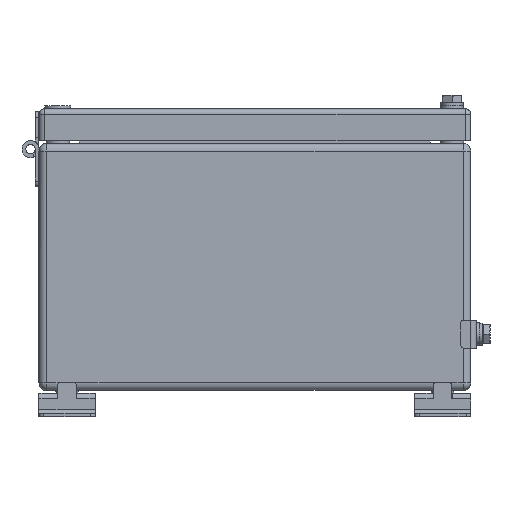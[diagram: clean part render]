
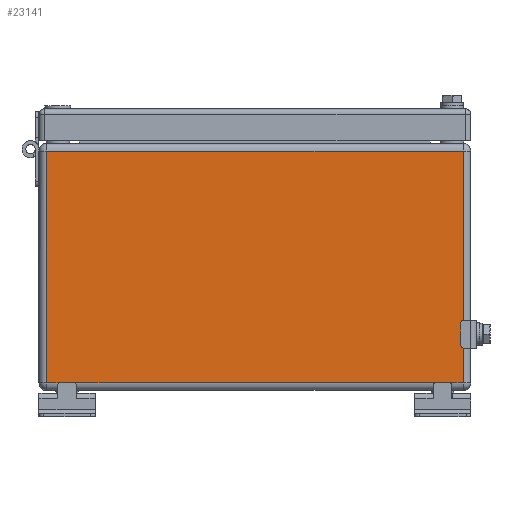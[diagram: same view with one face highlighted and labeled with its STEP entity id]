
A CAD part, front view. The second image highlights one B-rep face of the part: STEP entity #23141.
In plain terms, the highlighted planar face has unit normal (0, -1, 0).
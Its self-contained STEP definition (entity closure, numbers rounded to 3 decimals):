
#19623=CARTESIAN_POINT('',(104.198,-200.,4.));
#19624=VERTEX_POINT('',#19623);
#19632=CARTESIAN_POINT('',(103.45,-200.,4.2));
#19633=VERTEX_POINT('',#19632);
#19634=CARTESIAN_POINT('',(103.45,-200.,2.7));
#19635=DIRECTION('',(0.,1.0,0.));
#19636=DIRECTION('',(0.707,0.,0.707));
#19637=AXIS2_PLACEMENT_3D('',#19634,#19635,#19636);
#19638=CIRCLE('',#19637,1.5);
#19639=EDGE_CURVE('',#19633,#19624,#19638,.T.);
#19775=CARTESIAN_POINT('',(95.802,-200.,4.0));
#19776=VERTEX_POINT('',#19775);
#19777=CARTESIAN_POINT('',(96.55,-200.,4.2));
#19778=VERTEX_POINT('',#19777);
#19779=CARTESIAN_POINT('',(96.55,-200.,2.7));
#19780=DIRECTION('',(0.,1.0,0.));
#19781=DIRECTION('',(-0.707,0.,0.707));
#19782=AXIS2_PLACEMENT_3D('',#19779,#19780,#19781);
#19783=CIRCLE('',#19782,1.5);
#19784=EDGE_CURVE('',#19776,#19778,#19783,.T.);
#20503=CARTESIAN_POINT('',(96.55,-200.,4.2));
#20504=DIRECTION('',(1.0,0.0,0.0));
#20505=VECTOR('',#20504,6.9);
#20506=LINE('',#20503,#20505);
#20507=EDGE_CURVE('',#19778,#19633,#20506,.T.);
#20906=CARTESIAN_POINT('',(-95.802,-200.,4.));
#20907=VERTEX_POINT('',#20906);
#20915=CARTESIAN_POINT('',(-96.55,-200.,4.2));
#20916=VERTEX_POINT('',#20915);
#20917=CARTESIAN_POINT('',(-96.55,-200.,2.7));
#20918=DIRECTION('',(0.0,1.0,0.0));
#20919=DIRECTION('',(0.707,0.0,0.707));
#20920=AXIS2_PLACEMENT_3D('',#20917,#20918,#20919);
#20921=CIRCLE('',#20920,1.5);
#20922=EDGE_CURVE('',#20916,#20907,#20921,.T.);
#21058=CARTESIAN_POINT('',(-104.198,-200.,4.));
#21059=VERTEX_POINT('',#21058);
#21060=CARTESIAN_POINT('',(-103.45,-200.,4.2));
#21061=VERTEX_POINT('',#21060);
#21062=CARTESIAN_POINT('',(-103.45,-200.,2.7));
#21063=DIRECTION('',(0.0,1.0,0.0));
#21064=DIRECTION('',(-0.707,0.0,0.707));
#21065=AXIS2_PLACEMENT_3D('',#21062,#21063,#21064);
#21066=CIRCLE('',#21065,1.5);
#21067=EDGE_CURVE('',#21059,#21061,#21066,.T.);
#21786=CARTESIAN_POINT('',(-103.45,-200.,4.2));
#21787=DIRECTION('',(1.0,0.0,0.0));
#21788=VECTOR('',#21787,6.9);
#21789=LINE('',#21786,#21788);
#21790=EDGE_CURVE('',#21061,#20916,#21789,.T.);
#22629=CARTESIAN_POINT('',(111.0,-200.,127.5));
#22630=VERTEX_POINT('',#22629);
#22733=CARTESIAN_POINT('',(111.0,-200.,4.0));
#22734=VERTEX_POINT('',#22733);
#22782=CARTESIAN_POINT('',(111.0,-200.,127.5));
#22783=DIRECTION('',(0.0,0.0,-1.0));
#22784=VECTOR('',#22783,123.5);
#22785=LINE('',#22782,#22784);
#22786=EDGE_CURVE('',#22630,#22734,#22785,.T.);
#22808=CARTESIAN_POINT('',(-111.,-200.,127.5));
#22809=VERTEX_POINT('',#22808);
#22841=CARTESIAN_POINT('',(-111.,-200.,4.0));
#22842=VERTEX_POINT('',#22841);
#22873=CARTESIAN_POINT('',(111.0,-200.,4.0));
#22874=DIRECTION('',(-1.0,0.0,0.0));
#22875=VECTOR('',#22874,6.802);
#22876=LINE('',#22873,#22875);
#22877=EDGE_CURVE('',#22734,#19624,#22876,.T.);
#22880=CARTESIAN_POINT('',(95.802,-200.,4.0));
#22881=DIRECTION('',(-1.0,0.0,0.0));
#22882=VECTOR('',#22881,191.603);
#22883=LINE('',#22880,#22882);
#22884=EDGE_CURVE('',#19776,#20907,#22883,.T.);
#22887=CARTESIAN_POINT('',(-104.198,-200.,4.0));
#22888=DIRECTION('',(-1.0,0.0,0.0));
#22889=VECTOR('',#22888,6.802);
#22890=LINE('',#22887,#22889);
#22891=EDGE_CURVE('',#21059,#22842,#22890,.T.);
#22904=CARTESIAN_POINT('',(-111.,-200.,4.0));
#22905=DIRECTION('',(0.0,0.0,1.0));
#22906=VECTOR('',#22905,123.5);
#22907=LINE('',#22904,#22906);
#22908=EDGE_CURVE('',#22842,#22809,#22907,.T.);
#22936=CARTESIAN_POINT('',(-111.0,-200.,127.5));
#22937=DIRECTION('',(1.0,0.0,0.0));
#22938=VECTOR('',#22937,222.0);
#22939=LINE('',#22936,#22938);
#22940=EDGE_CURVE('',#22809,#22630,#22939,.T.);
#23122=CARTESIAN_POINT('',(115.0,-200.,0.0));
#23123=DIRECTION('',(0.0,-1.0,0.0));
#23124=DIRECTION('',(0.0,0.0,-1.0));
#23125=AXIS2_PLACEMENT_3D('',#23122,#23123,#23124);
#23126=PLANE('',#23125);
#23127=ORIENTED_EDGE('',*,*,#19639,.T.);
#23128=ORIENTED_EDGE('',*,*,#22877,.F.);
#23129=ORIENTED_EDGE('',*,*,#22786,.F.);
#23130=ORIENTED_EDGE('',*,*,#22940,.F.);
#23131=ORIENTED_EDGE('',*,*,#22908,.F.);
#23132=ORIENTED_EDGE('',*,*,#22891,.F.);
#23133=ORIENTED_EDGE('',*,*,#21067,.T.);
#23134=ORIENTED_EDGE('',*,*,#21790,.T.);
#23135=ORIENTED_EDGE('',*,*,#20922,.T.);
#23136=ORIENTED_EDGE('',*,*,#22884,.F.);
#23137=ORIENTED_EDGE('',*,*,#19784,.T.);
#23138=ORIENTED_EDGE('',*,*,#20507,.T.);
#23139=EDGE_LOOP('',(#23127,#23128,#23129,#23130,#23131,#23132,#23133,#23134,#23135,#23136,#23137,#23138));
#23140=FACE_OUTER_BOUND('',#23139,.T.);
#23141=ADVANCED_FACE('',(#23140),#23126,.T.);
